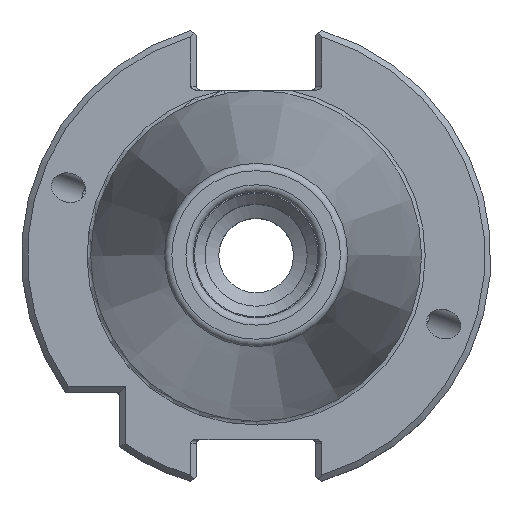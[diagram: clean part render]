
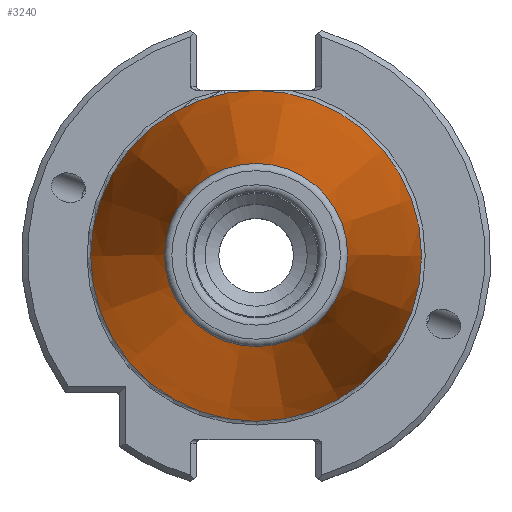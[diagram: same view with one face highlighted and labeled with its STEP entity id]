
A CAD part, top view. The second image highlights one B-rep face of the part: STEP entity #3240.
In plain terms, the highlighted conical face has half-angle 8.297 degrees and reference radius 22.395 mm.
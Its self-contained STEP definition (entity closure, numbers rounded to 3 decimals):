
#343=CONICAL_SURFACE('',#3427,22.395,0.145);
#396=CIRCLE('',#3418,12.397);
#401=CIRCLE('',#3428,22.395);
#554=ORIENTED_EDGE('',*,*,#1138,.F.);
#555=ORIENTED_EDGE('',*,*,#1159,.T.);
#1138=EDGE_CURVE('',#1458,#1458,#396,.T.);
#1159=EDGE_CURVE('',#1477,#1477,#401,.T.);
#1458=VERTEX_POINT('',#4414);
#1477=VERTEX_POINT('',#4505);
#1808=EDGE_LOOP('',(#554));
#1809=EDGE_LOOP('',(#555));
#2012=FACE_BOUND('',#1808,.T.);
#2013=FACE_BOUND('',#1809,.T.);
#3240=ADVANCED_FACE('',(#2012,#2013),#343,.T.);
#3418=AXIS2_PLACEMENT_3D('',#4413,#3753,#3754);
#3427=AXIS2_PLACEMENT_3D('',#4503,#3775,#3776);
#3428=AXIS2_PLACEMENT_3D('',#4504,#3777,#3778);
#3753=DIRECTION('',(0.,0.,1.));
#3754=DIRECTION('',(1.,0.,0.));
#3775=DIRECTION('',(0.,0.,-1.));
#3776=DIRECTION('',(-1.,0.,0.));
#3777=DIRECTION('',(0.,0.,1.));
#3778=DIRECTION('',(1.,0.,0.));
#4413=CARTESIAN_POINT('',(0.,0.,67.394));
#4414=CARTESIAN_POINT('',(12.397,0.,67.394));
#4503=CARTESIAN_POINT('',(0.,0.,-1.163));
#4504=CARTESIAN_POINT('',(0.,0.,-1.163));
#4505=CARTESIAN_POINT('',(22.395,0.,-1.163));
